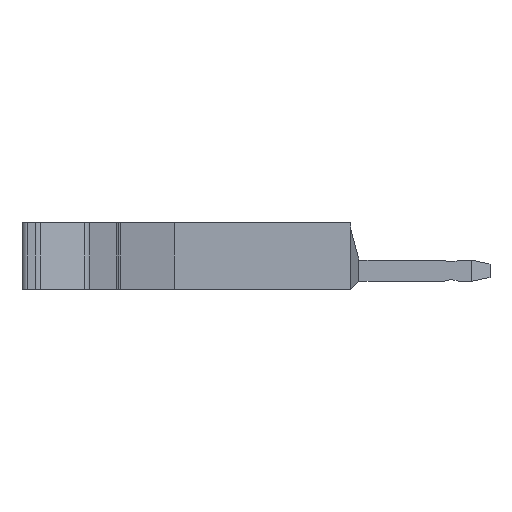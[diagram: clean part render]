
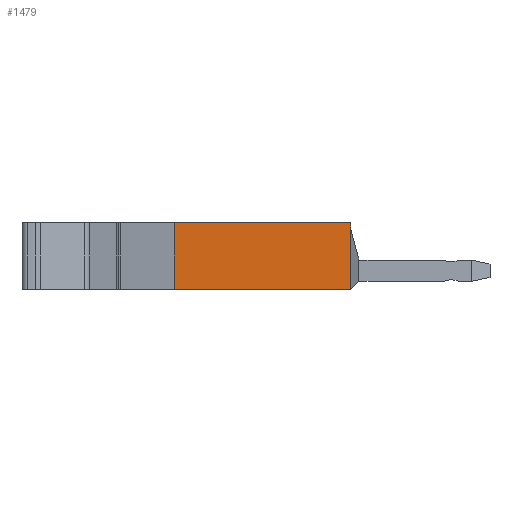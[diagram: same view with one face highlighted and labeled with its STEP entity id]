
A CAD part, left-side view. The second image highlights one B-rep face of the part: STEP entity #1479.
In plain terms, the highlighted planar face has unit normal (-1, 0, 0).
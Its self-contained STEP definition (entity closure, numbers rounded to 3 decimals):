
#291=DIRECTION('',(0.,-1.,0.));
#292=VECTOR('',#291,13.185);
#293=CARTESIAN_POINT('',(-0.5,6.1,-2.5));
#294=LINE('',#293,#292);
#303=DIRECTION('',(0.,0.,1.));
#304=VECTOR('',#303,4.495);
#305=CARTESIAN_POINT('',(-0.5,-7.085,-2.5));
#306=LINE('',#305,#304);
#311=DIRECTION('',(0.,0.,-1.));
#312=VECTOR('',#311,0.505);
#313=CARTESIAN_POINT('',(-0.5,-7.085,2.5));
#314=LINE('',#313,#312);
#315=DIRECTION('',(0.,0.,1.));
#316=VECTOR('',#315,5.);
#317=CARTESIAN_POINT('',(-0.5,6.1,-2.5));
#318=LINE('',#317,#316);
#327=DIRECTION('',(0.,-1.,0.));
#328=VECTOR('',#327,13.185);
#329=CARTESIAN_POINT('',(-0.5,6.1,2.5));
#330=LINE('',#329,#328);
#1113=CARTESIAN_POINT('',(-0.5,6.1,-2.5));
#1114=VERTEX_POINT('',#1113);
#1115=CARTESIAN_POINT('',(-0.5,-7.085,-2.5));
#1116=VERTEX_POINT('',#1115);
#1239=CARTESIAN_POINT('',(-0.5,6.1,2.5));
#1240=VERTEX_POINT('',#1239);
#1245=CARTESIAN_POINT('',(-0.5,-7.085,2.5));
#1247=VERTEX_POINT('',#1245);
#1255=CARTESIAN_POINT('',(-0.5,-7.085,
1.995));
#1256=VERTEX_POINT('',#1255);
#1464=CARTESIAN_POINT('',(-0.5,6.1,-2.5));
#1465=DIRECTION('',(-1.,0.,0.));
#1466=DIRECTION('',(0.,-1.,0.));
#1467=AXIS2_PLACEMENT_3D('',#1464,#1465,#1466);
#1468=PLANE('',#1467);
#1470=ORIENTED_EDGE('',*,*,#1469,.T.);
#1471=ORIENTED_EDGE('',*,*,#1455,.F.);
#1472=ORIENTED_EDGE('',*,*,#1426,.F.);
#1474=ORIENTED_EDGE('',*,*,#1473,.T.);
#1476=ORIENTED_EDGE('',*,*,#1475,.T.);
#1477=EDGE_LOOP('',(#1470,#1471,#1472,#1474,#1476));
#1478=FACE_OUTER_BOUND('',#1477,.F.);
#1426=EDGE_CURVE('',#1114,#1116,#294,.T.);
#1455=EDGE_CURVE('',#1116,#1256,#306,.T.);
#1469=EDGE_CURVE('',#1247,#1256,#314,.T.);
#1473=EDGE_CURVE('',#1114,#1240,#318,.T.);
#1475=EDGE_CURVE('',#1240,#1247,#330,.T.);
#1479=ADVANCED_FACE('',(#1478),#1468,.T.);
